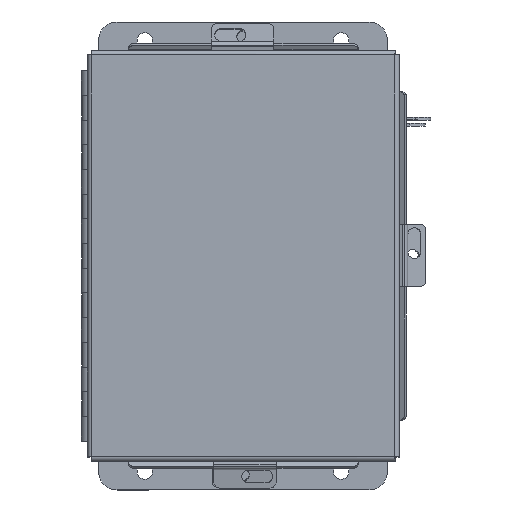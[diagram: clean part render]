
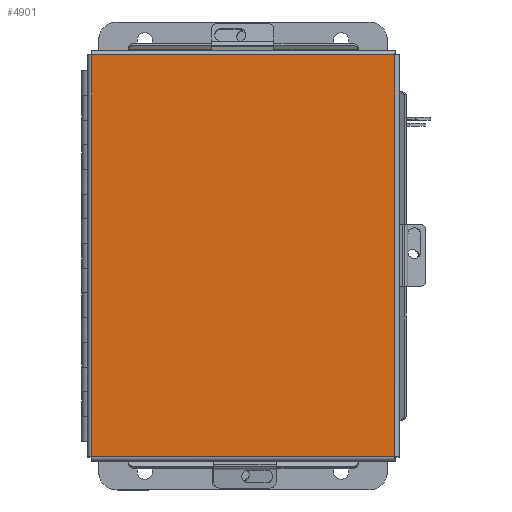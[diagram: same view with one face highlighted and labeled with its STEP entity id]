
A CAD part, top view. The second image highlights one B-rep face of the part: STEP entity #4901.
In plain terms, the highlighted face is planar.
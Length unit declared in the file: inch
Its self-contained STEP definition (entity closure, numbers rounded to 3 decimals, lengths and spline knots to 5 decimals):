
#487 = VERTEX_POINT ( 'NONE', #9760 ) ;
#631 = VECTOR ( 'NONE', #3490, 39.37008 ) ;
#963 = CARTESIAN_POINT ( 'NONE',  ( 3.06855, 4.07448, -0.0747 ) ) ;
#1111 = VERTEX_POINT ( 'NONE', #14962 ) ;
#1321 = EDGE_CURVE ( 'NONE', #13101, #1111, #9743, .T. ) ;
#1469 = LINE ( 'NONE', #5610, #7430 ) ;
#2448 = CARTESIAN_POINT ( 'NONE',  ( 0., 0., -0.0747 ) ) ;
#3005 = EDGE_CURVE ( 'NONE', #487, #13101, #12095, .T. ) ;
#3490 = DIRECTION ( 'NONE',  ( -1., 0., 0. ) ) ;
#4282 = ORIENTED_EDGE ( 'NONE', *, *, #15043, .T. ) ;
#4377 = VERTEX_POINT ( 'NONE', #12984 ) ;
#4856 = PLANE ( 'NONE',  #15194 ) ;
#4901 = ADVANCED_FACE ( 'NONE', ( #14268 ), #4856, .T. ) ;
#5511 = EDGE_CURVE ( 'NONE', #4377, #487, #13868, .T. ) ;
#5610 = CARTESIAN_POINT ( 'NONE',  ( -3.06855, -4.07448, -0.0747 ) ) ;
#5964 = CARTESIAN_POINT ( 'NONE',  ( 3.06855, -4.06855, -0.0747 ) ) ;
#6040 = DIRECTION ( 'NONE',  ( -1., 0., 0. ) ) ;
#6791 = DIRECTION ( 'NONE',  ( 0., 1., 0. ) ) ;
#6862 = EDGE_LOOP ( 'NONE', ( #9818, #10062, #11295, #4282 ) ) ;
#7430 = VECTOR ( 'NONE', #6791, 39.37008 ) ;
#7588 = VECTOR ( 'NONE', #8256, 39.37008 ) ;
#8080 = DIRECTION ( 'NONE',  ( 0., -1., 0. ) ) ;
#8256 = DIRECTION ( 'NONE',  ( 1., 0., 0. ) ) ;
#9436 = CARTESIAN_POINT ( 'NONE',  ( 3.07448, -4.06855, -0.0747 ) ) ;
#9743 = LINE ( 'NONE', #9436, #631 ) ;
#9760 = CARTESIAN_POINT ( 'NONE',  ( 3.06855, 4.06855, -0.0747 ) ) ;
#9818 = ORIENTED_EDGE ( 'NONE', *, *, #5511, .T. ) ;
#10062 = ORIENTED_EDGE ( 'NONE', *, *, #3005, .T. ) ;
#11295 = ORIENTED_EDGE ( 'NONE', *, *, #1321, .T. ) ;
#11374 = VECTOR ( 'NONE', #8080, 39.37008 ) ;
#12095 = LINE ( 'NONE', #963, #11374 ) ;
#12984 = CARTESIAN_POINT ( 'NONE',  ( -3.06855, 4.06855, -0.0747 ) ) ;
#13101 = VERTEX_POINT ( 'NONE', #5964 ) ;
#13127 = DIRECTION ( 'NONE',  ( 0., 0., -1. ) ) ;
#13868 = LINE ( 'NONE', #15339, #7588 ) ;
#14268 = FACE_OUTER_BOUND ( 'NONE', #6862, .T. ) ;
#14962 = CARTESIAN_POINT ( 'NONE',  ( -3.06855, -4.06855, -0.0747 ) ) ;
#15043 = EDGE_CURVE ( 'NONE', #1111, #4377, #1469, .T. ) ;
#15194 = AXIS2_PLACEMENT_3D ( 'NONE', #2448, #13127, #6040 ) ;
#15339 = CARTESIAN_POINT ( 'NONE',  ( -3.07448, 4.06855, -0.0747 ) ) ;
